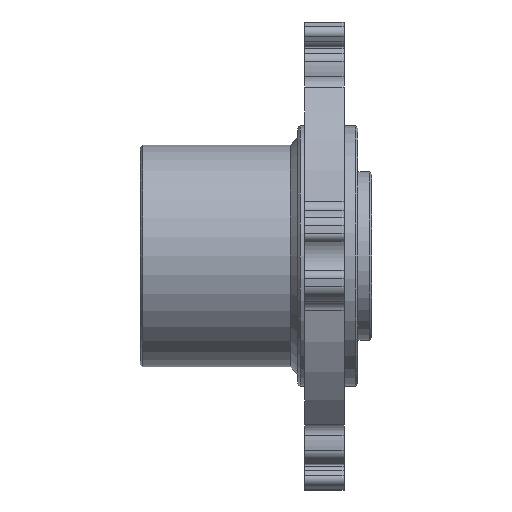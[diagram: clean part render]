
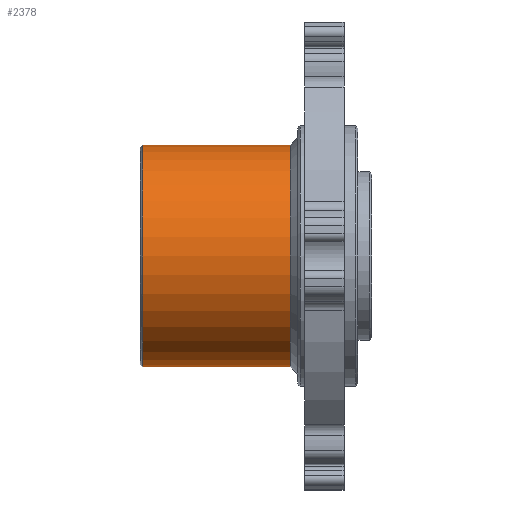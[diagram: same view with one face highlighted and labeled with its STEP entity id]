
A CAD part, left-side view. The second image highlights one B-rep face of the part: STEP entity #2378.
In plain terms, the highlighted cylindrical face has radius 12.167 mm (diameter 24.333 mm), a full revolution.
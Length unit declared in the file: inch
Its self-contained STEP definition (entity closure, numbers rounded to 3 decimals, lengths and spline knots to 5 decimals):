
#421=CYLINDRICAL_SURFACE('',#2538,0.479);
#515=FACE_BOUND('',#679,.T.);
#535=FACE_OUTER_BOUND('',#678,.T.);
#678=EDGE_LOOP('',(#1650));
#679=EDGE_LOOP('',(#1651));
#826=CIRCLE('',#2533,0.479);
#829=CIRCLE('',#2537,0.479);
#1017=VERTEX_POINT('',#3763);
#1020=VERTEX_POINT('',#3770);
#1270=EDGE_CURVE('',#1017,#1017,#826,.T.);
#1273=EDGE_CURVE('',#1020,#1020,#829,.T.);
#1650=ORIENTED_EDGE('',*,*,#1273,.T.);
#1651=ORIENTED_EDGE('',*,*,#1270,.T.);
#2378=ADVANCED_FACE('',(#535,#515),#421,.T.);
#2533=AXIS2_PLACEMENT_3D('',#3764,#2916,#2917);
#2537=AXIS2_PLACEMENT_3D('',#3771,#2924,#2925);
#2538=AXIS2_PLACEMENT_3D('',#3772,#2926,#2927);
#2916=DIRECTION('center_axis',(0.,1.,0.));
#2917=DIRECTION('ref_axis',(0.,0.,1.));
#2924=DIRECTION('center_axis',(0.,-1.,0.));
#2925=DIRECTION('ref_axis',(0.,0.,1.));
#2926=DIRECTION('center_axis',(0.,-1.,0.));
#2927=DIRECTION('ref_axis',(0.,0.,-1.));
#3763=CARTESIAN_POINT('',(0.,0.352,-0.479));
#3764=CARTESIAN_POINT('Origin',(0.,0.352,0.));
#3770=CARTESIAN_POINT('',(0.,0.99,-0.479));
#3771=CARTESIAN_POINT('Origin',(0.,0.99,0.));
#3772=CARTESIAN_POINT('Origin',(0.,1.,0.));
